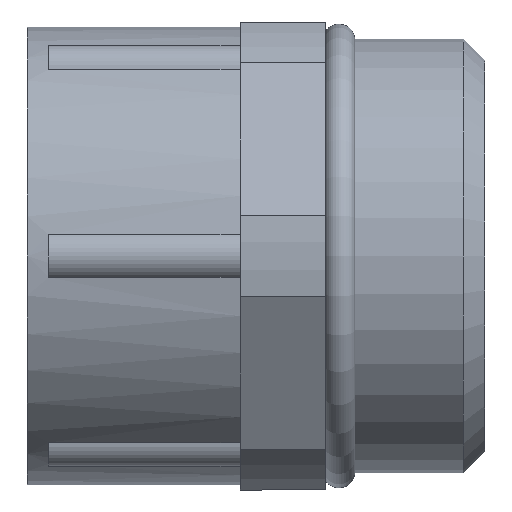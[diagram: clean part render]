
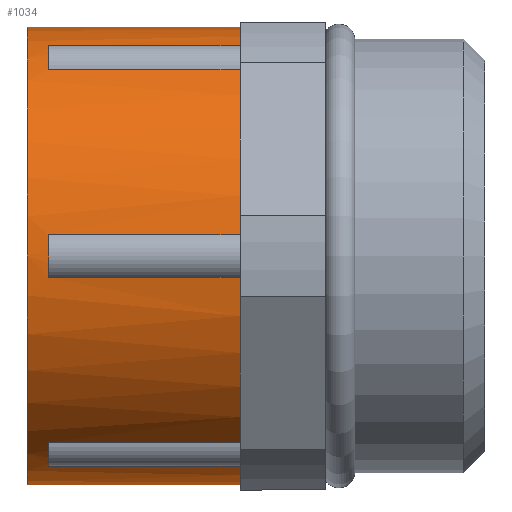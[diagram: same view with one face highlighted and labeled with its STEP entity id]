
A CAD part, left-side view. The second image highlights one B-rep face of the part: STEP entity #1034.
In plain terms, the highlighted cylindrical face has radius 10.75 mm (diameter 21.5 mm), a partial arc.
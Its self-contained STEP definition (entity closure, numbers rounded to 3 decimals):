
#58 = VERTEX_POINT ( 'NONE', #258 ) ;
#258 = CARTESIAN_POINT ( 'NONE',  ( -10.703, -10., -1. ) ) ;
#279 = CARTESIAN_POINT ( 'NONE',  ( -4.486, -10., 9.769 ) ) ;
#283 = CARTESIAN_POINT ( 'NONE',  ( -6.218, -10., -8.769 ) ) ;
#284 = CARTESIAN_POINT ( 'NONE',  ( -6.218, -1., -8.769 ) ) ;
#289 = CARTESIAN_POINT ( 'NONE',  ( -6.218, -1., 8.769 ) ) ;
#292 = CARTESIAN_POINT ( 'NONE',  ( -6.218, -10., 8.769 ) ) ;
#293 = CARTESIAN_POINT ( 'NONE',  ( -10.703, -10., 1. ) ) ;
#301 = CARTESIAN_POINT ( 'NONE',  ( 0., -10., -10.75 ) ) ;
#303 = CARTESIAN_POINT ( 'NONE',  ( -10.703, -1., 1. ) ) ;
#304 = CARTESIAN_POINT ( 'NONE',  ( -4.486, -1., -9.769 ) ) ;
#311 = CARTESIAN_POINT ( 'NONE',  ( -4.486, -10., -9.769 ) ) ;
#318 = CARTESIAN_POINT ( 'NONE',  ( 0., -10., 10.75 ) ) ;
#321 = CARTESIAN_POINT ( 'NONE',  ( -4.486, -1., 9.769 ) ) ;
#323 = CARTESIAN_POINT ( 'NONE',  ( -10.703, -1., -1. ) ) ;
#325 = CARTESIAN_POINT ( 'NONE',  ( 0., 0., -10.75 ) ) ;
#328 = CARTESIAN_POINT ( 'NONE',  ( 0., 0., 10.75 ) ) ;
#368 = VERTEX_POINT ( 'NONE', #279 ) ;
#374 = ORIENTED_EDGE ( 'NONE', *, *, #1118, .T. ) ;
#378 = ORIENTED_EDGE ( 'NONE', *, *, #1135, .F. ) ;
#379 = ORIENTED_EDGE ( 'NONE', *, *, #1134, .T. ) ;
#380 = ORIENTED_EDGE ( 'NONE', *, *, #1130, .F. ) ;
#381 = ORIENTED_EDGE ( 'NONE', *, *, #1136, .F. ) ;
#385 = ORIENTED_EDGE ( 'NONE', *, *, #1085, .T. ) ;
#386 = ORIENTED_EDGE ( 'NONE', *, *, #1105, .F. ) ;
#387 = ORIENTED_EDGE ( 'NONE', *, *, #1137, .F. ) ;
#388 = ORIENTED_EDGE ( 'NONE', *, *, #1147, .F. ) ;
#389 = ORIENTED_EDGE ( 'NONE', *, *, #1125, .T. ) ;
#390 = ORIENTED_EDGE ( 'NONE', *, *, #1132, .F. ) ;
#391 = ORIENTED_EDGE ( 'NONE', *, *, #1122, .T. ) ;
#392 = ORIENTED_EDGE ( 'NONE', *, *, #1150, .T. ) ;
#393 = ORIENTED_EDGE ( 'NONE', *, *, #1121, .T. ) ;
#394 = ORIENTED_EDGE ( 'NONE', *, *, #1096, .T. ) ;
#395 = ORIENTED_EDGE ( 'NONE', *, *, #1151, .F. ) ;
#398 = VERTEX_POINT ( 'NONE', #283 ) ;
#399 = VERTEX_POINT ( 'NONE', #284 ) ;
#414 = EDGE_LOOP ( 'NONE', ( #386, #385, #387, #388, #389, #394, #390, #378, #391, #393, #395, #380, #392, #379, #374, #381 ) ) ;
#449 = VERTEX_POINT ( 'NONE', #289 ) ;
#452 = VERTEX_POINT ( 'NONE', #292 ) ;
#453 = VERTEX_POINT ( 'NONE', #293 ) ;
#461 = VERTEX_POINT ( 'NONE', #301 ) ;
#463 = VERTEX_POINT ( 'NONE', #303 ) ;
#464 = VERTEX_POINT ( 'NONE', #304 ) ;
#471 = VERTEX_POINT ( 'NONE', #311 ) ;
#478 = VERTEX_POINT ( 'NONE', #318 ) ;
#481 = VERTEX_POINT ( 'NONE', #321 ) ;
#483 = VERTEX_POINT ( 'NONE', #323 ) ;
#485 = VERTEX_POINT ( 'NONE', #325 ) ;
#488 = VERTEX_POINT ( 'NONE', #328 ) ;
#563 = CARTESIAN_POINT ( 'NONE',  ( 0., 25.055, 0. ) ) ;
#564 = DIRECTION ( 'NONE',  ( 0., 1., 0. ) ) ;
#565 = DIRECTION ( 'NONE',  ( 0., 0., 1. ) ) ;
#695 = CARTESIAN_POINT ( 'NONE',  ( 0., -10., 0. ) ) ;
#696 = DIRECTION ( 'NONE',  ( 0., 1., 0. ) ) ;
#697 = DIRECTION ( 'NONE',  ( 0., 0., 1. ) ) ;
#730 = CARTESIAN_POINT ( 'NONE',  ( 0., -10., 0. ) ) ;
#731 = DIRECTION ( 'NONE',  ( 0., 1., 0. ) ) ;
#732 = DIRECTION ( 'NONE',  ( 0., 0., 1. ) ) ;
#758 = LINE ( 'NONE', #759, #1405 ) ;
#759 = CARTESIAN_POINT ( 'NONE',  ( 0., 25.055, -10.75 ) ) ;
#760 = DIRECTION ( 'NONE',  ( 0., 1., 0. ) ) ;
#793 = VECTOR ( 'NONE', #1184, 1000. ) ;
#795 = AXIS2_PLACEMENT_3D ( 'NONE', #1192, #1193, #1194 ) ;
#798 = VECTOR ( 'NONE', #1198, 1000. ) ;
#803 = VECTOR ( 'NONE', #1207, 1000. ) ;
#804 = AXIS2_PLACEMENT_3D ( 'NONE', #1219, #1220, #1221 ) ;
#806 = AXIS2_PLACEMENT_3D ( 'NONE', #1237, #1238, #1239 ) ;
#807 = AXIS2_PLACEMENT_3D ( 'NONE', #1234, #1235, #1236 ) ;
#808 = AXIS2_PLACEMENT_3D ( 'NONE', #1231, #1232, #1233 ) ;
#810 = VECTOR ( 'NONE', #1228, 1000. ) ;
#814 = VECTOR ( 'NONE', #1243, 1000. ) ;
#829 = AXIS2_PLACEMENT_3D ( 'NONE', #1267, #1271, #1272 ) ;
#836 = CIRCLE ( 'NONE', #807, 10.75 ) ;
#845 = CIRCLE ( 'NONE', #804, 10.75 ) ;
#851 = CIRCLE ( 'NONE', #806, 10.75 ) ;
#863 = CIRCLE ( 'NONE', #829, 10.75 ) ;
#864 = CIRCLE ( 'NONE', #795, 10.75 ) ;
#872 = CIRCLE ( 'NONE', #808, 10.75 ) ;
#942 = VECTOR ( 'NONE', #1283, 1000. ) ;
#944 = VECTOR ( 'NONE', #1286, 1000. ) ;
#988 = CIRCLE ( 'NONE', #1388, 10.75 ) ;
#996 = CIRCLE ( 'NONE', #1370, 10.75 ) ;
#1034 = ADVANCED_FACE ( 'NONE', ( #1312 ), #1316, .T. ) ;
#1085 = EDGE_CURVE ( 'NONE', #461, #471, #996, .T. ) ;
#1096 = EDGE_CURVE ( 'NONE', #398, #58, #988, .T. ) ;
#1105 = EDGE_CURVE ( 'NONE', #461, #485, #758, .T. ) ;
#1118 = EDGE_CURVE ( 'NONE', #478, #488, #1182, .T. ) ;
#1121 = EDGE_CURVE ( 'NONE', #453, #452, #864, .T. ) ;
#1122 = EDGE_CURVE ( 'NONE', #463, #453, #1196, .T. ) ;
#1125 = EDGE_CURVE ( 'NONE', #399, #398, #1205, .T. ) ;
#1130 = EDGE_CURVE ( 'NONE', #481, #449, #845, .T. ) ;
#1132 = EDGE_CURVE ( 'NONE', #483, #58, #1226, .T. ) ;
#1134 = EDGE_CURVE ( 'NONE', #368, #478, #872, .T. ) ;
#1135 = EDGE_CURVE ( 'NONE', #463, #483, #836, .T. ) ;
#1136 = EDGE_CURVE ( 'NONE', #485, #488, #851, .T. ) ;
#1137 = EDGE_CURVE ( 'NONE', #464, #471, #1241, .T. ) ;
#1147 = EDGE_CURVE ( 'NONE', #399, #464, #863, .T. ) ;
#1150 = EDGE_CURVE ( 'NONE', #481, #368, #1281, .T. ) ;
#1151 = EDGE_CURVE ( 'NONE', #449, #452, #1284, .T. ) ;
#1182 = LINE ( 'NONE', #1183, #793 ) ;
#1183 = CARTESIAN_POINT ( 'NONE',  ( 0., 25.055, 10.75 ) ) ;
#1184 = DIRECTION ( 'NONE',  ( 0., 1., 0. ) ) ;
#1192 = CARTESIAN_POINT ( 'NONE',  ( 0., -10., 0. ) ) ;
#1193 = DIRECTION ( 'NONE',  ( 0., 1., 0. ) ) ;
#1194 = DIRECTION ( 'NONE',  ( 0., 0., 1. ) ) ;
#1196 = LINE ( 'NONE', #1197, #798 ) ;
#1197 = CARTESIAN_POINT ( 'NONE',  ( -10.703, -1., 1. ) ) ;
#1198 = DIRECTION ( 'NONE',  ( 0., -1., 0. ) ) ;
#1205 = LINE ( 'NONE', #1206, #803 ) ;
#1206 = CARTESIAN_POINT ( 'NONE',  ( -6.218, -1., -8.769 ) ) ;
#1207 = DIRECTION ( 'NONE',  ( 0., -1., 0. ) ) ;
#1219 = CARTESIAN_POINT ( 'NONE',  ( 0., -1., 0. ) ) ;
#1220 = DIRECTION ( 'NONE',  ( 0., -1., 0. ) ) ;
#1221 = DIRECTION ( 'NONE',  ( 0.866, 0., 0.5 ) ) ;
#1226 = LINE ( 'NONE', #1227, #810 ) ;
#1227 = CARTESIAN_POINT ( 'NONE',  ( -10.703, -1., -1. ) ) ;
#1228 = DIRECTION ( 'NONE',  ( 0., -1., 0. ) ) ;
#1231 = CARTESIAN_POINT ( 'NONE',  ( 0., -10., 0. ) ) ;
#1232 = DIRECTION ( 'NONE',  ( 0., 1., 0. ) ) ;
#1233 = DIRECTION ( 'NONE',  ( 0., 0., 1. ) ) ;
#1234 = CARTESIAN_POINT ( 'NONE',  ( 0., -1., 0. ) ) ;
#1235 = DIRECTION ( 'NONE',  ( 0., -1., 0. ) ) ;
#1236 = DIRECTION ( 'NONE',  ( 0., 0., 1. ) ) ;
#1237 = CARTESIAN_POINT ( 'NONE',  ( 0., 0., 0. ) ) ;
#1238 = DIRECTION ( 'NONE',  ( 0., 1., 0. ) ) ;
#1239 = DIRECTION ( 'NONE',  ( 0., 0., 1. ) ) ;
#1241 = LINE ( 'NONE', #1242, #814 ) ;
#1242 = CARTESIAN_POINT ( 'NONE',  ( -4.486, -1., -9.769 ) ) ;
#1243 = DIRECTION ( 'NONE',  ( 0., -1., 0. ) ) ;
#1267 = CARTESIAN_POINT ( 'NONE',  ( 0., -1., 0. ) ) ;
#1271 = DIRECTION ( 'NONE',  ( 0., -1., 0. ) ) ;
#1272 = DIRECTION ( 'NONE',  ( -0.866, 0., 0.5 ) ) ;
#1281 = LINE ( 'NONE', #1282, #942 ) ;
#1282 = CARTESIAN_POINT ( 'NONE',  ( -4.486, -1., 9.769 ) ) ;
#1283 = DIRECTION ( 'NONE',  ( 0., -1., 0. ) ) ;
#1284 = LINE ( 'NONE', #1285, #944 ) ;
#1285 = CARTESIAN_POINT ( 'NONE',  ( -6.218, -1., 8.769 ) ) ;
#1286 = DIRECTION ( 'NONE',  ( 0., -1., 0. ) ) ;
#1312 = FACE_OUTER_BOUND ( 'NONE', #414, .T. ) ;
#1314 = AXIS2_PLACEMENT_3D ( 'NONE', #563, #564, #565 ) ;
#1316 = CYLINDRICAL_SURFACE ( 'NONE', #1314, 10.75 ) ;
#1370 = AXIS2_PLACEMENT_3D ( 'NONE', #695, #696, #697 ) ;
#1388 = AXIS2_PLACEMENT_3D ( 'NONE', #730, #731, #732 ) ;
#1405 = VECTOR ( 'NONE', #760, 1000. ) ;
